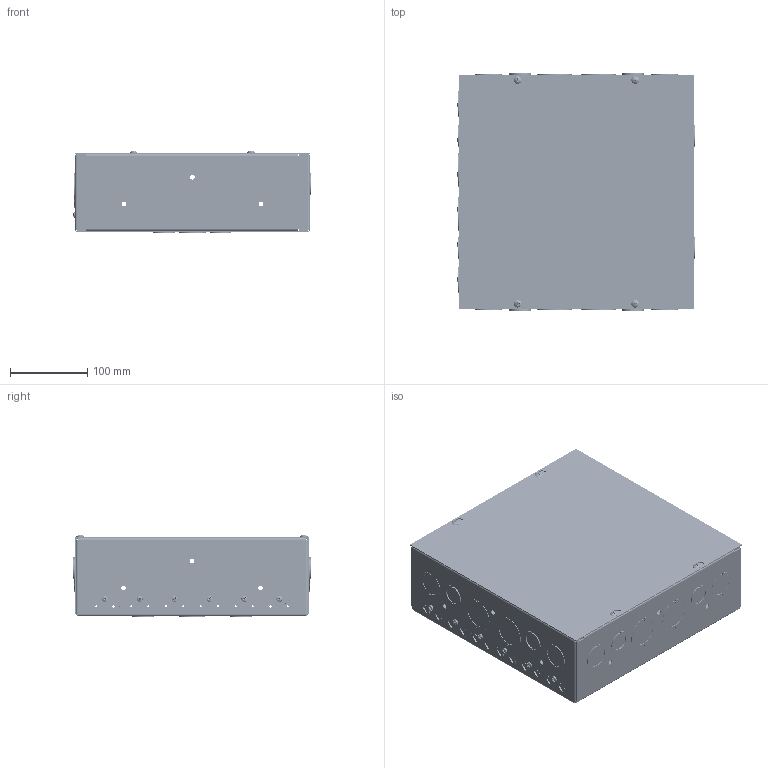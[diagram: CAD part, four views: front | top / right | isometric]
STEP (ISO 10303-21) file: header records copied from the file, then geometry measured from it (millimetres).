
FILE_DESCRIPTION(/* description */ ('GRAND SLAM BTB, SC, GALV, 12X12X4'),/* implementation_level */ '2;1');
FILE_NAME(/* name */ 'SC121204STRC.stp',/* time_stamp */ '2017-10-11T15:16:31-05:00',/* author */ ('mraetz'),/* organization */ (''),/* preprocessor_version */ 'ST-DEVELOPER v16.1',/* originating_system */ 'Autodesk Inventor 2016',/* authorisation */ '');
FILE_SCHEMA (('AUTOMOTIVE_DESIGN { 1 0 10303 214 3 1 1 }'));
Products named in the file (9): SC121204STRCBTB; SC1204STRCLRS; SC1212STRCLID; 34056; 202454_welded; 202455_FORMED; 300263 - RACO STABIT; 122279; SC121204STRC
Assembly tree (23 placements, depth 3):
  SC121204STRC
    SC121204STRCBTB
    SC1204STRCLRS  x2
    SC1212STRCLID
    34056  x4
    300263 - RACO STABIT  x6
      202454_welded
      202455_FORMED
    122279  x6
Bounding box: 308.91 x 307.8 x 107.14 mm (x, y, z)
Volume: 510863.3 mm3; surface area: 737333 mm2
Topology: 53 solids, 59 shells, 6541 faces, 16668 edges, 10623 vertices
Faces by surface type: plane 3500, bspline 1773, cylinder 1088, torus 108, cone 56, sphere 16
Full cylindrical faces by diameter (mm): 3.454 x6, 3.734 x4, 3.891 x6, 4.166 x4, 4.343 x2, 4.775 x6, 5.563 x6, 5.931 x2, 6.35 x20, 9.754 x4, 17.475 x12, 19.456 x12
Entity records: 75959 total; most frequent: CARTESIAN_POINT 26765, ORIENTED_EDGE 10302, DIRECTION 9010, EDGE_CURVE 5031, LINE 3332, VECTOR 3332, VERTEX_POINT 3253, AXIS2_PLACEMENT_3D 2839
